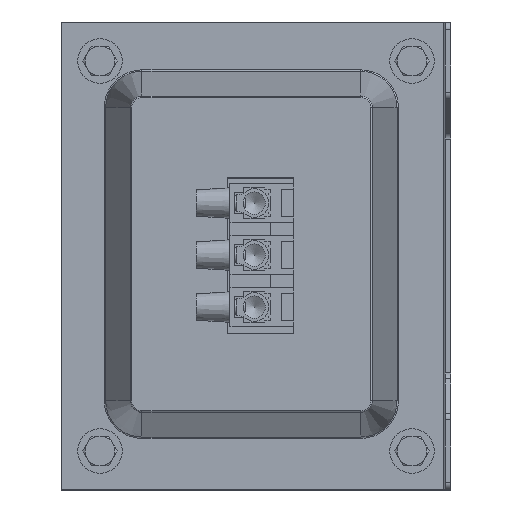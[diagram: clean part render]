
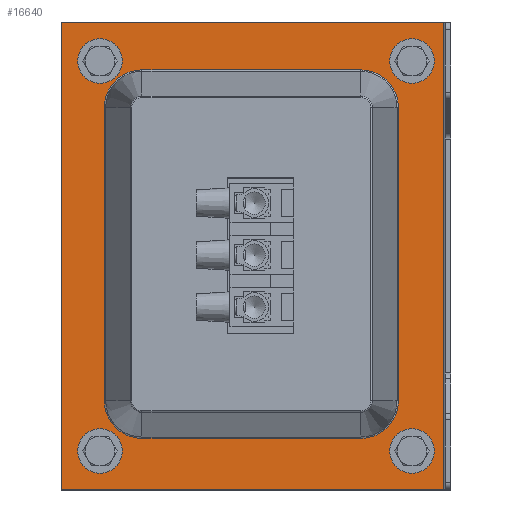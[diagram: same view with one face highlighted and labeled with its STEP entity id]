
A CAD part, front view. The second image highlights one B-rep face of the part: STEP entity #16640.
In plain terms, the highlighted face is planar.
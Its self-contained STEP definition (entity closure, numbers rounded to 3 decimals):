
#806=FACE_BOUND('',#6433,.T.);
#807=FACE_BOUND('',#6434,.T.);
#808=FACE_BOUND('',#6435,.T.);
#809=FACE_BOUND('',#6436,.T.);
#810=FACE_BOUND('',#6437,.T.);
#993=PLANE('',#18221);
#1721=LINE('',#23940,#3526);
#1722=LINE('',#23943,#3527);
#1772=LINE('',#24116,#3577);
#1774=LINE('',#24130,#3579);
#1775=LINE('',#24134,#3580);
#1776=LINE('',#24148,#3581);
#1779=LINE('',#24154,#3584);
#1780=LINE('',#24155,#3585);
#3526=VECTOR('',#19616,10.);
#3527=VECTOR('',#19619,10.);
#3577=VECTOR('',#19803,10.);
#3579=VECTOR('',#19821,10.);
#3580=VECTOR('',#19826,10.);
#3581=VECTOR('',#19845,10.);
#3584=VECTOR('',#19852,10.);
#3585=VECTOR('',#19853,10.);
#5455=FACE_OUTER_BOUND('',#6432,.T.);
#6432=EDGE_LOOP('',(#12245,#12246,#12247,#12248));
#6433=EDGE_LOOP('',(#12249));
#6434=EDGE_LOOP('',(#12250));
#6435=EDGE_LOOP('',(#12251));
#6436=EDGE_LOOP('',(#12252));
#6437=EDGE_LOOP('',(#12253,#12254,#12255,#12256,#12257,#12258,#12259,#12260));
#7451=CIRCLE('',#18139,3.);
#7453=CIRCLE('',#18142,3.);
#7455=CIRCLE('',#18145,3.);
#7457=CIRCLE('',#18148,3.);
#7488=CIRCLE('',#18203,10.156);
#7490=CIRCLE('',#18206,10.156);
#7495=CIRCLE('',#18214,10.156);
#7497=CIRCLE('',#18217,10.156);
#7834=VERTEX_POINT('',#23931);
#7835=VERTEX_POINT('',#23935);
#7836=VERTEX_POINT('',#23942);
#7846=VERTEX_POINT('',#23972);
#7848=VERTEX_POINT('',#23978);
#7850=VERTEX_POINT('',#23984);
#7852=VERTEX_POINT('',#23990);
#7891=VERTEX_POINT('',#24112);
#7892=VERTEX_POINT('',#24114);
#7893=VERTEX_POINT('',#24118);
#7894=VERTEX_POINT('',#24122);
#7895=VERTEX_POINT('',#24126);
#7897=VERTEX_POINT('',#24132);
#7898=VERTEX_POINT('',#24136);
#7901=VERTEX_POINT('',#24143);
#7902=VERTEX_POINT('',#24153);
#9480=EDGE_CURVE('',#7834,#7835,#1721,.T.);
#9481=EDGE_CURVE('',#7834,#7836,#1722,.T.);
#9496=EDGE_CURVE('',#7846,#7846,#7451,.T.);
#9499=EDGE_CURVE('',#7848,#7848,#7453,.T.);
#9502=EDGE_CURVE('',#7850,#7850,#7455,.T.);
#9505=EDGE_CURVE('',#7852,#7852,#7457,.T.);
#9567=EDGE_CURVE('',#7892,#7891,#1772,.T.);
#9569=EDGE_CURVE('',#7891,#7893,#7488,.T.);
#9571=EDGE_CURVE('',#7894,#7892,#7490,.T.);
#9574=EDGE_CURVE('',#7893,#7895,#1774,.T.);
#9576=EDGE_CURVE('',#7897,#7894,#1775,.T.);
#9579=EDGE_CURVE('',#7895,#7898,#7495,.T.);
#9581=EDGE_CURVE('',#7901,#7897,#7497,.T.);
#9583=EDGE_CURVE('',#7898,#7901,#1776,.T.);
#9586=EDGE_CURVE('',#7902,#7835,#1779,.T.);
#9587=EDGE_CURVE('',#7836,#7902,#1780,.T.);
#12245=ORIENTED_EDGE('',*,*,#9480,.T.);
#12246=ORIENTED_EDGE('',*,*,#9586,.F.);
#12247=ORIENTED_EDGE('',*,*,#9587,.F.);
#12248=ORIENTED_EDGE('',*,*,#9481,.F.);
#12249=ORIENTED_EDGE('',*,*,#9496,.T.);
#12250=ORIENTED_EDGE('',*,*,#9499,.T.);
#12251=ORIENTED_EDGE('',*,*,#9502,.T.);
#12252=ORIENTED_EDGE('',*,*,#9505,.T.);
#12253=ORIENTED_EDGE('',*,*,#9567,.F.);
#12254=ORIENTED_EDGE('',*,*,#9571,.F.);
#12255=ORIENTED_EDGE('',*,*,#9576,.F.);
#12256=ORIENTED_EDGE('',*,*,#9581,.F.);
#12257=ORIENTED_EDGE('',*,*,#9583,.F.);
#12258=ORIENTED_EDGE('',*,*,#9579,.F.);
#12259=ORIENTED_EDGE('',*,*,#9574,.F.);
#12260=ORIENTED_EDGE('',*,*,#9569,.F.);
#16640=ADVANCED_FACE('',(#5455,#806,#807,#808,#809,#810),#993,.T.);
#18139=AXIS2_PLACEMENT_3D('',#23973,#19644,#19645);
#18142=AXIS2_PLACEMENT_3D('',#23979,#19651,#19652);
#18145=AXIS2_PLACEMENT_3D('',#23985,#19658,#19659);
#18148=AXIS2_PLACEMENT_3D('',#23991,#19665,#19666);
#18203=AXIS2_PLACEMENT_3D('',#24120,#19808,#19809);
#18206=AXIS2_PLACEMENT_3D('',#24124,#19814,#19815);
#18214=AXIS2_PLACEMENT_3D('',#24140,#19833,#19834);
#18217=AXIS2_PLACEMENT_3D('',#24145,#19839,#19840);
#18221=AXIS2_PLACEMENT_3D('',#24152,#19850,#19851);
#19616=DIRECTION('',(0.,0.,-1.));
#19619=DIRECTION('',(-1.,0.,0.));
#19644=DIRECTION('center_axis',(0.,-1.,0.));
#19645=DIRECTION('ref_axis',(-1.,0.,0.));
#19651=DIRECTION('center_axis',(0.,-1.,0.));
#19652=DIRECTION('ref_axis',(-1.,0.,0.));
#19658=DIRECTION('center_axis',(0.,-1.,0.));
#19659=DIRECTION('ref_axis',(-1.,0.,0.));
#19665=DIRECTION('center_axis',(0.,-1.,0.));
#19666=DIRECTION('ref_axis',(-1.,0.,0.));
#19803=DIRECTION('',(0.,0.,1.));
#19808=DIRECTION('center_axis',(0.,1.,0.));
#19809=DIRECTION('ref_axis',(-0.707,0.,0.707));
#19814=DIRECTION('center_axis',(0.,1.,0.));
#19815=DIRECTION('ref_axis',(-0.707,0.,-0.707));
#19821=DIRECTION('',(1.,0.,0.));
#19826=DIRECTION('',(-1.,0.,0.));
#19833=DIRECTION('center_axis',(0.,1.,0.));
#19834=DIRECTION('ref_axis',(0.707,0.,0.707));
#19839=DIRECTION('center_axis',(0.,1.,0.));
#19840=DIRECTION('ref_axis',(0.707,0.,-0.707));
#19845=DIRECTION('',(0.,0.,-1.));
#19850=DIRECTION('center_axis',(0.,1.,0.));
#19851=DIRECTION('ref_axis',(0.,0.,1.));
#19852=DIRECTION('',(1.,0.,0.));
#19853=DIRECTION('',(0.,0.,-1.));
#23931=CARTESIAN_POINT('',(-2.,1.5,126.));
#23935=CARTESIAN_POINT('',(-2.,1.5,0.));
#23940=CARTESIAN_POINT('',(-2.,1.5,31.5));
#23942=CARTESIAN_POINT('',(-105.,1.5,126.));
#23943=CARTESIAN_POINT('',(-105.,1.5,126.));
#23972=CARTESIAN_POINT('',(-91.5,1.5,115.5));
#23973=CARTESIAN_POINT('Origin',(-94.5,1.5,115.5));
#23978=CARTESIAN_POINT('',(-7.5,1.5,10.5));
#23979=CARTESIAN_POINT('Origin',(-10.5,1.5,10.5));
#23984=CARTESIAN_POINT('',(-7.5,1.5,115.5));
#23985=CARTESIAN_POINT('Origin',(-10.5,1.5,115.5));
#23990=CARTESIAN_POINT('',(-91.5,1.5,10.5));
#23991=CARTESIAN_POINT('Origin',(-94.5,1.5,10.5));
#24112=CARTESIAN_POINT('',(-93.358,1.5,101.952));
#24114=CARTESIAN_POINT('',(-93.358,1.5,23.048));
#24116=CARTESIAN_POINT('',(-93.358,1.5,43.024));
#24118=CARTESIAN_POINT('',(-83.202,1.5,112.108));
#24120=CARTESIAN_POINT('Origin',(-83.202,1.5,101.952));
#24122=CARTESIAN_POINT('',(-83.202,1.5,12.892));
#24124=CARTESIAN_POINT('Origin',(-83.202,1.5,23.048));
#24126=CARTESIAN_POINT('',(-24.298,1.5,112.108));
#24130=CARTESIAN_POINT('',(-67.851,1.5,112.108));
#24132=CARTESIAN_POINT('',(-24.298,1.5,12.892));
#24134=CARTESIAN_POINT('',(-38.399,1.5,12.892));
#24136=CARTESIAN_POINT('',(-14.142,1.5,101.952));
#24140=CARTESIAN_POINT('Origin',(-24.298,1.5,101.952));
#24143=CARTESIAN_POINT('',(-14.142,1.5,23.048));
#24145=CARTESIAN_POINT('Origin',(-24.298,1.5,23.048));
#24148=CARTESIAN_POINT('',(-14.142,1.5,82.476));
#24152=CARTESIAN_POINT('Origin',(-52.5,1.5,63.));
#24153=CARTESIAN_POINT('',(-105.,1.5,0.));
#24154=CARTESIAN_POINT('',(0.,1.5,0.));
#24155=CARTESIAN_POINT('',(-105.,1.5,0.));
